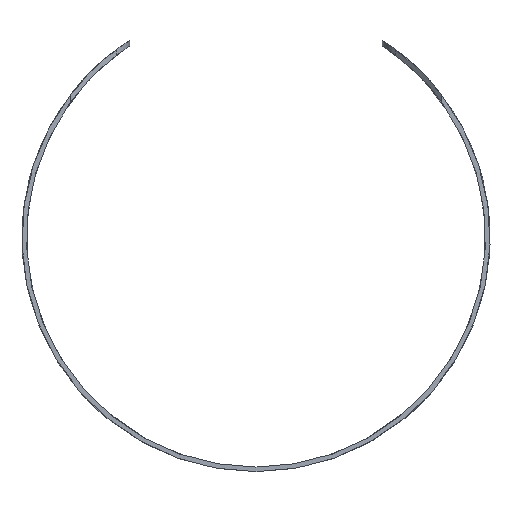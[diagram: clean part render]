
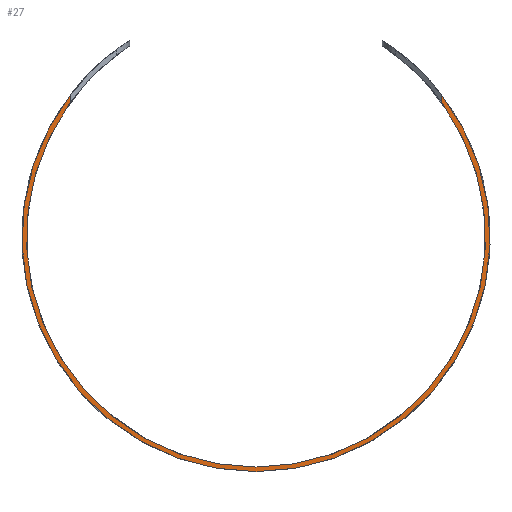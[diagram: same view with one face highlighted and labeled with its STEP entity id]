
A CAD part, front view. The second image highlights one B-rep face of the part: STEP entity #27.
In plain terms, the highlighted planar face has unit normal (0, -1, 0).
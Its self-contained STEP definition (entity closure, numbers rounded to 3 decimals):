
#19=PLANE('',#474);
#27=ADVANCED_FACE('',(#49),#19,.T.);
#49=FACE_OUTER_BOUND('',#83,.F.);
#83=EDGE_LOOP('',(#129,#130,#131,#132,#133,#134));
#129=ORIENTED_EDGE('',*,*,#352,.F.);
#130=ORIENTED_EDGE('',*,*,#316,.T.);
#131=ORIENTED_EDGE('',*,*,#349,.T.);
#132=ORIENTED_EDGE('',*,*,#343,.T.);
#133=ORIENTED_EDGE('',*,*,#313,.T.);
#134=ORIENTED_EDGE('',*,*,#346,.F.);
#251=CIRCLE('',#464,50.);
#254=CIRCLE('',#467,51.);
#255=CIRCLE('',#468,50.);
#258=CIRCLE('',#471,51.);
#259=LINE('',#677,#283);
#260=LINE('',#693,#284);
#283=VECTOR('',#500,1.674);
#284=VECTOR('',#501,1.674);
#313=EDGE_CURVE('',#425,#426,#259,.T.);
#316=EDGE_CURVE('',#424,#423,#260,.T.);
#343=EDGE_CURVE('',#398,#425,#251,.T.);
#346=EDGE_CURVE('',#395,#426,#254,.T.);
#349=EDGE_CURVE('',#423,#398,#255,.T.);
#352=EDGE_CURVE('',#424,#395,#258,.T.);
#395=VERTEX_POINT('',#590);
#398=VERTEX_POINT('',#593);
#423=VERTEX_POINT('',#618);
#424=VERTEX_POINT('',#619);
#425=VERTEX_POINT('',#620);
#426=VERTEX_POINT('',#621);
#464=AXIS2_PLACEMENT_3D('',#984,#508,#509);
#467=AXIS2_PLACEMENT_3D('',#987,#514,#515);
#468=AXIS2_PLACEMENT_3D('',#990,#518,#519);
#471=AXIS2_PLACEMENT_3D('',#993,#524,#525);
#474=AXIS2_PLACEMENT_3D('',#1010,#544,#545);
#500=DIRECTION('',(0.,0.,1.));
#501=DIRECTION('',(0.,0.,-1.));
#508=DIRECTION('',(0.,-1.,0.));
#509=DIRECTION('',(0.,0.,-1.));
#514=DIRECTION('',(0.,-1.,0.));
#515=DIRECTION('',(0.,0.,-1.));
#518=DIRECTION('',(0.,-1.,0.));
#519=DIRECTION('',(-0.81,0.,0.586));
#524=DIRECTION('',(0.,-1.,0.));
#525=DIRECTION('',(-0.794,0.,0.608));
#544=DIRECTION('',(0.,-1.,0.));
#545=DIRECTION('',(-1.,0.,0.));
#590=CARTESIAN_POINT('',(160.558,28.553,-80.994));
#593=CARTESIAN_POINT('',(160.558,28.553,-79.994));
#618=CARTESIAN_POINT('',(120.058,28.553,-0.673));
#619=CARTESIAN_POINT('',(120.058,28.553,1.002));
#620=CARTESIAN_POINT('',(201.058,28.553,-0.673));
#621=CARTESIAN_POINT('',(201.058,28.553,1.002));
#677=CARTESIAN_POINT('',(201.058,28.553,-0.673));
#693=CARTESIAN_POINT('',(120.058,28.553,1.002));
#984=CARTESIAN_POINT('',(160.558,28.553,-29.994));
#987=CARTESIAN_POINT('',(160.558,28.553,-29.994));
#990=CARTESIAN_POINT('',(160.558,28.553,-29.994));
#993=CARTESIAN_POINT('',(160.558,28.553,-29.994));
#1010=CARTESIAN_POINT('',(212.578,28.553,22.026));
